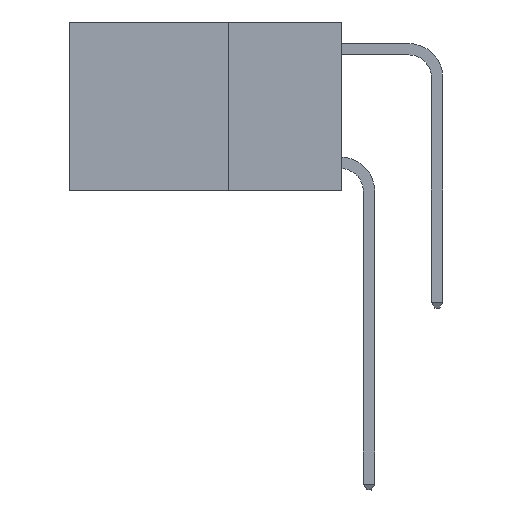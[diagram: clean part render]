
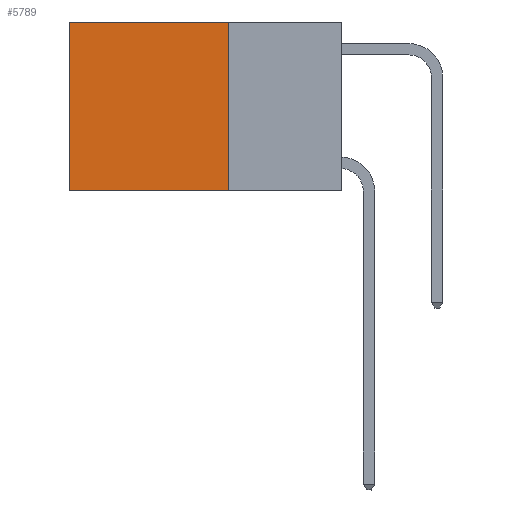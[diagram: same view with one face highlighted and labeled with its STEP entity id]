
A CAD part, left-side view. The second image highlights one B-rep face of the part: STEP entity #5789.
In plain terms, the highlighted planar face has unit normal (-1, 0, 0).
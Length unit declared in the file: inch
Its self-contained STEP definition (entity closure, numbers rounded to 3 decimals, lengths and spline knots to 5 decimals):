
#204 = DIRECTION ( 'NONE',  ( 0., 1., 0. ) ) ;
#547 = EDGE_LOOP ( 'NONE', ( #4971, #6170, #6329, #6920 ) ) ;
#581 = VERTEX_POINT ( 'NONE', #3795 ) ;
#912 = LINE ( 'NONE', #4998, #3447 ) ;
#1283 = EDGE_CURVE ( 'NONE', #581, #5676, #1640, .T. ) ;
#1610 = CARTESIAN_POINT ( 'NONE',  ( 0.2625, 0.25, 0. ) ) ;
#1640 = LINE ( 'NONE', #9305, #6247 ) ;
#1736 = CARTESIAN_POINT ( 'NONE',  ( 0.2625, 0.6, -0.37 ) ) ;
#1937 = DIRECTION ( 'NONE',  ( 1., 0., 0. ) ) ;
#2761 = VERTEX_POINT ( 'NONE', #1610 ) ;
#2897 = PLANE ( 'NONE',  #10667 ) ;
#3447 = VECTOR ( 'NONE', #204, 39.37008 ) ;
#3795 = CARTESIAN_POINT ( 'NONE',  ( 0.2625, 0.6, 0. ) ) ;
#4681 = VECTOR ( 'NONE', #9883, 39.37008 ) ;
#4716 = CARTESIAN_POINT ( 'NONE',  ( 0.2625, 0.25, 0. ) ) ;
#4759 = CARTESIAN_POINT ( 'NONE',  ( 0.2625, 0.25, 0. ) ) ;
#4939 = EDGE_CURVE ( 'NONE', #8478, #5676, #9632, .T. ) ;
#4971 = ORIENTED_EDGE ( 'NONE', *, *, #1283, .T. ) ;
#4998 = CARTESIAN_POINT ( 'NONE',  ( 0.2625, 0.25, 0. ) ) ;
#5676 = VERTEX_POINT ( 'NONE', #1736 ) ;
#5789 = ADVANCED_FACE ( 'NONE', ( #6976 ), #2897, .F. ) ;
#6170 = ORIENTED_EDGE ( 'NONE', *, *, #4939, .F. ) ;
#6247 = VECTOR ( 'NONE', #8936, 39.37008 ) ;
#6329 = ORIENTED_EDGE ( 'NONE', *, *, #8747, .F. ) ;
#6920 = ORIENTED_EDGE ( 'NONE', *, *, #11307, .T. ) ;
#6976 = FACE_OUTER_BOUND ( 'NONE', #547, .T. ) ;
#7390 = VECTOR ( 'NONE', #8935, 39.37008 ) ;
#7946 = CARTESIAN_POINT ( 'NONE',  ( 0.2625, 0.25, -0.37 ) ) ;
#8223 = DIRECTION ( 'NONE',  ( 0., 0., -1. ) ) ;
#8478 = VERTEX_POINT ( 'NONE', #7946 ) ;
#8747 = EDGE_CURVE ( 'NONE', #2761, #8478, #11529, .T. ) ;
#8898 = CARTESIAN_POINT ( 'NONE',  ( 0.2625, 0.25, -0.37 ) ) ;
#8935 = DIRECTION ( 'NONE',  ( 0., 1., 0. ) ) ;
#8936 = DIRECTION ( 'NONE',  ( 0., 0., -1. ) ) ;
#9305 = CARTESIAN_POINT ( 'NONE',  ( 0.2625, 0.6, 0. ) ) ;
#9632 = LINE ( 'NONE', #8898, #7390 ) ;
#9883 = DIRECTION ( 'NONE',  ( 0., 0., -1. ) ) ;
#10667 = AXIS2_PLACEMENT_3D ( 'NONE', #4759, #1937, #8223 ) ;
#11307 = EDGE_CURVE ( 'NONE', #2761, #581, #912, .T. ) ;
#11529 = LINE ( 'NONE', #4716, #4681 ) ;
